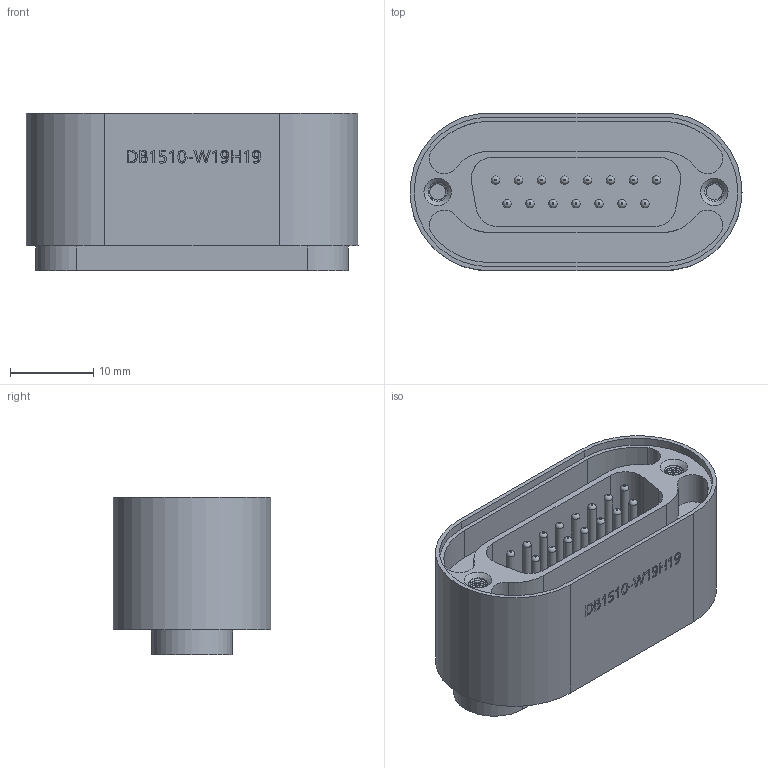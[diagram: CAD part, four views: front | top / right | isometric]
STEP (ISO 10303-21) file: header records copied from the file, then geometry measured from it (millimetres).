
FILE_DESCRIPTION (( 'STEP AP214' ), '1' );
FILE_NAME ('Íâ·¢Ä£ÐÍ-DB1510-W19H19.STEP', '2024-08-16T10:24:48', ( '' ), ( '' ), 'SwSTEP 2.0', 'SolidWorks 2020', '' );
FILE_SCHEMA (( 'AUTOMOTIVE_DESIGN' ));
Length unit declared in the file: millimetre
Products named in the file (3): 俋楷耀倰-DB1510-W19H19; NDL-D10L17; 俋楷耀倰-FL-DB1510-W19H19
Assembly tree (16 placements, depth 2):
  俋楷耀倰-DB1510-W19H19
    俋楷耀倰-FL-DB1510-W19H19
    NDL-D10L17  x15
Bounding box: 40 x 19 x 19 mm (x, y, z)
Volume: 7619.4 mm3; surface area: 6042.5 mm2
Topology: 16 solids, 16 shells, 306 faces, 1027 edges, 806 vertices
Faces by surface type: cylinder 124, plane 122, torus 30, bspline 26, cone 4
Full cylindrical faces by diameter (mm): 1 x30, 2.3 x64
Entity records: 18142 total; most frequent: CARTESIAN_POINT 12232, ORIENTED_EDGE 1384, DIRECTION 883, EDGE_CURVE 692, VERTEX_POINT 603, LINE 357, VECTOR 357, EDGE_LOOP 281
